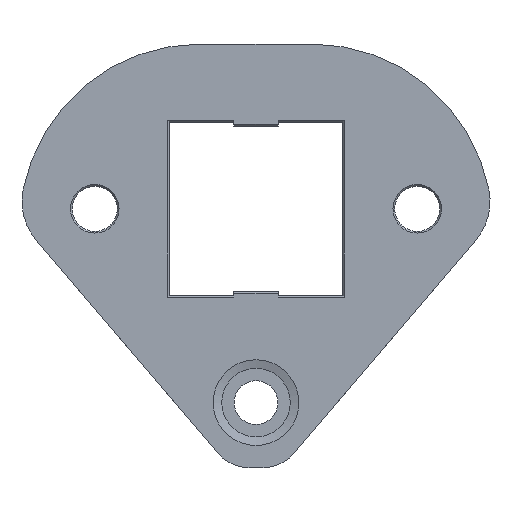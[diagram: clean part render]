
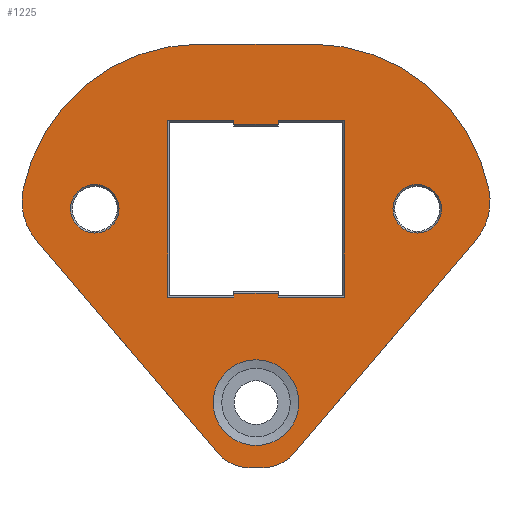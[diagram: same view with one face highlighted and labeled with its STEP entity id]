
A CAD part, front view. The second image highlights one B-rep face of the part: STEP entity #1225.
In plain terms, the highlighted planar face has unit normal (0, -1, 0).
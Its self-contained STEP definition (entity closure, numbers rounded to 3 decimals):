
#39=FACE_BOUND('',#177,.T.);
#40=FACE_BOUND('',#178,.T.);
#41=FACE_BOUND('',#179,.T.);
#42=FACE_BOUND('',#180,.T.);
#54=CIRCLE('',#1306,5.);
#55=CIRCLE('',#1307,5.);
#56=CIRCLE('',#1308,7.);
#57=CIRCLE('',#1309,21.);
#58=CIRCLE('',#1310,21.);
#59=CIRCLE('',#1311,7.);
#60=CIRCLE('',#1312,2.825);
#61=CIRCLE('',#1313,2.825);
#62=CIRCLE('',#1314,5.);
#111=FACE_OUTER_BOUND('',#176,.T.);
#176=EDGE_LOOP('',(#822,#823,#824,#825,#826,#827,#828,#829,#830,#831));
#177=EDGE_LOOP('',(#832));
#178=EDGE_LOOP('',(#833));
#179=EDGE_LOOP('',(#834));
#180=EDGE_LOOP('',(#835,#836,#837,#838,#839,#840,#841,#842,#843,#844,#845,
#846));
#257=LINE('',#1808,#385);
#258=LINE('',#1811,#386);
#263=LINE('',#1824,#391);
#264=LINE('',#1828,#392);
#265=LINE('',#1834,#393);
#266=LINE('',#1839,#394);
#267=LINE('',#1847,#395);
#268=LINE('',#1849,#396);
#269=LINE('',#1851,#397);
#270=LINE('',#1853,#398);
#271=LINE('',#1855,#399);
#272=LINE('',#1857,#400);
#273=LINE('',#1859,#401);
#274=LINE('',#1861,#402);
#275=LINE('',#1863,#403);
#276=LINE('',#1864,#404);
#385=VECTOR('',#1433,10.);
#386=VECTOR('',#1436,10.);
#391=VECTOR('',#1445,10.);
#392=VECTOR('',#1448,10.);
#393=VECTOR('',#1453,10.);
#394=VECTOR('',#1458,10.);
#395=VECTOR('',#1465,10.);
#396=VECTOR('',#1466,10.);
#397=VECTOR('',#1467,10.);
#398=VECTOR('',#1468,10.);
#399=VECTOR('',#1469,10.);
#400=VECTOR('',#1470,10.);
#401=VECTOR('',#1471,10.);
#402=VECTOR('',#1472,10.);
#403=VECTOR('',#1473,10.);
#404=VECTOR('',#1474,10.);
#510=VERTEX_POINT('',#1801);
#513=VERTEX_POINT('',#1806);
#514=VERTEX_POINT('',#1810);
#518=VERTEX_POINT('',#1820);
#519=VERTEX_POINT('',#1821);
#520=VERTEX_POINT('',#1823);
#521=VERTEX_POINT('',#1825);
#522=VERTEX_POINT('',#1827);
#523=VERTEX_POINT('',#1829);
#524=VERTEX_POINT('',#1831);
#525=VERTEX_POINT('',#1833);
#526=VERTEX_POINT('',#1835);
#527=VERTEX_POINT('',#1837);
#528=VERTEX_POINT('',#1840);
#529=VERTEX_POINT('',#1842);
#530=VERTEX_POINT('',#1844);
#531=VERTEX_POINT('',#1846);
#532=VERTEX_POINT('',#1848);
#533=VERTEX_POINT('',#1850);
#534=VERTEX_POINT('',#1852);
#535=VERTEX_POINT('',#1854);
#536=VERTEX_POINT('',#1856);
#537=VERTEX_POINT('',#1858);
#538=VERTEX_POINT('',#1860);
#539=VERTEX_POINT('',#1862);
#632=EDGE_CURVE('',#513,#510,#257,.T.);
#633=EDGE_CURVE('',#510,#514,#258,.T.);
#638=EDGE_CURVE('',#518,#519,#54,.T.);
#639=EDGE_CURVE('',#520,#518,#263,.T.);
#640=EDGE_CURVE('',#521,#520,#55,.T.);
#641=EDGE_CURVE('',#522,#521,#264,.T.);
#642=EDGE_CURVE('',#523,#522,#56,.T.);
#643=EDGE_CURVE('',#524,#523,#57,.T.);
#644=EDGE_CURVE('',#524,#525,#265,.T.);
#645=EDGE_CURVE('',#526,#525,#58,.T.);
#646=EDGE_CURVE('',#527,#526,#59,.T.);
#647=EDGE_CURVE('',#527,#519,#266,.T.);
#648=EDGE_CURVE('',#528,#528,#60,.T.);
#649=EDGE_CURVE('',#529,#529,#61,.T.);
#650=EDGE_CURVE('',#530,#530,#62,.T.);
#651=EDGE_CURVE('',#531,#513,#267,.T.);
#652=EDGE_CURVE('',#532,#531,#268,.T.);
#653=EDGE_CURVE('',#533,#532,#269,.T.);
#654=EDGE_CURVE('',#534,#533,#270,.T.);
#655=EDGE_CURVE('',#535,#534,#271,.T.);
#656=EDGE_CURVE('',#536,#535,#272,.T.);
#657=EDGE_CURVE('',#537,#536,#273,.T.);
#658=EDGE_CURVE('',#538,#537,#274,.T.);
#659=EDGE_CURVE('',#539,#538,#275,.T.);
#660=EDGE_CURVE('',#514,#539,#276,.T.);
#822=ORIENTED_EDGE('',*,*,#638,.F.);
#823=ORIENTED_EDGE('',*,*,#639,.F.);
#824=ORIENTED_EDGE('',*,*,#640,.F.);
#825=ORIENTED_EDGE('',*,*,#641,.F.);
#826=ORIENTED_EDGE('',*,*,#642,.F.);
#827=ORIENTED_EDGE('',*,*,#643,.F.);
#828=ORIENTED_EDGE('',*,*,#644,.T.);
#829=ORIENTED_EDGE('',*,*,#645,.F.);
#830=ORIENTED_EDGE('',*,*,#646,.F.);
#831=ORIENTED_EDGE('',*,*,#647,.T.);
#832=ORIENTED_EDGE('',*,*,#648,.F.);
#833=ORIENTED_EDGE('',*,*,#649,.F.);
#834=ORIENTED_EDGE('',*,*,#650,.T.);
#835=ORIENTED_EDGE('',*,*,#632,.F.);
#836=ORIENTED_EDGE('',*,*,#651,.F.);
#837=ORIENTED_EDGE('',*,*,#652,.F.);
#838=ORIENTED_EDGE('',*,*,#653,.F.);
#839=ORIENTED_EDGE('',*,*,#654,.F.);
#840=ORIENTED_EDGE('',*,*,#655,.F.);
#841=ORIENTED_EDGE('',*,*,#656,.F.);
#842=ORIENTED_EDGE('',*,*,#657,.F.);
#843=ORIENTED_EDGE('',*,*,#658,.F.);
#844=ORIENTED_EDGE('',*,*,#659,.F.);
#845=ORIENTED_EDGE('',*,*,#660,.F.);
#846=ORIENTED_EDGE('',*,*,#633,.F.);
#1180=PLANE('',#1305);
#1225=ADVANCED_FACE('',(#111,#39,#40,#41,#42),#1180,.F.);
#1305=AXIS2_PLACEMENT_3D('',#1819,#1441,#1442);
#1306=AXIS2_PLACEMENT_3D('',#1822,#1443,#1444);
#1307=AXIS2_PLACEMENT_3D('',#1826,#1446,#1447);
#1308=AXIS2_PLACEMENT_3D('',#1830,#1449,#1450);
#1309=AXIS2_PLACEMENT_3D('',#1832,#1451,#1452);
#1310=AXIS2_PLACEMENT_3D('',#1836,#1454,#1455);
#1311=AXIS2_PLACEMENT_3D('',#1838,#1456,#1457);
#1312=AXIS2_PLACEMENT_3D('',#1841,#1459,#1460);
#1313=AXIS2_PLACEMENT_3D('',#1843,#1461,#1462);
#1314=AXIS2_PLACEMENT_3D('',#1845,#1463,#1464);
#1433=DIRECTION('',(-1.,0.,0.));
#1436=DIRECTION('',(0.,0.,1.));
#1441=DIRECTION('center_axis',(0.,1.,0.));
#1442=DIRECTION('ref_axis',(1.,0.,0.));
#1443=DIRECTION('center_axis',(0.,1.,0.));
#1444=DIRECTION('ref_axis',(-0.419,0.,-0.908));
#1445=DIRECTION('',(-1.,0.,0.));
#1446=DIRECTION('center_axis',(0.,1.,0.));
#1447=DIRECTION('ref_axis',(0.419,0.,-0.908));
#1448=DIRECTION('',(-0.649,0.,-0.761));
#1449=DIRECTION('center_axis',(0.,1.,0.));
#1450=DIRECTION('ref_axis',(0.967,0.,-0.255));
#1451=DIRECTION('center_axis',(0.,1.,0.));
#1452=DIRECTION('ref_axis',(1.,0.,0.018));
#1453=DIRECTION('',(-1.,0.,0.));
#1454=DIRECTION('center_axis',(0.,1.,0.));
#1455=DIRECTION('ref_axis',(-1.,0.,0.018));
#1456=DIRECTION('center_axis',(0.,1.,0.));
#1457=DIRECTION('ref_axis',(-0.967,0.,-0.255));
#1458=DIRECTION('',(0.649,0.,-0.761));
#1459=DIRECTION('center_axis',(0.,-1.,0.));
#1460=DIRECTION('ref_axis',(1.,0.,0.));
#1461=DIRECTION('center_axis',(0.,-1.,0.));
#1462=DIRECTION('ref_axis',(1.,0.,0.));
#1463=DIRECTION('center_axis',(0.,1.,0.));
#1464=DIRECTION('ref_axis',(1.,0.,0.));
#1465=DIRECTION('',(0.,0.,-1.));
#1466=DIRECTION('',(-1.,0.,0.));
#1467=DIRECTION('',(0.,0.,1.));
#1468=DIRECTION('',(1.,0.,0.));
#1469=DIRECTION('',(0.,0.,-1.));
#1470=DIRECTION('',(1.,0.,0.));
#1471=DIRECTION('',(0.,0.,1.));
#1472=DIRECTION('',(1.,0.,0.));
#1473=DIRECTION('',(0.,0.,-1.));
#1474=DIRECTION('',(-1.,0.,0.));
#1801=CARTESIAN_POINT('',(-2.6,0.,9.85));
#1806=CARTESIAN_POINT('',(2.6,0.,9.85));
#1808=CARTESIAN_POINT('',(1.3,0.,9.85));
#1810=CARTESIAN_POINT('',(-2.6,0.,10.3));
#1811=CARTESIAN_POINT('',(-2.6,0.,9.65));
#1819=CARTESIAN_POINT('Origin',(0.,0.,0.));
#1820=CARTESIAN_POINT('',(-0.692,0.,-30.215));
#1821=CARTESIAN_POINT('',(-4.497,0.,-28.459));
#1822=CARTESIAN_POINT('Origin',(-0.692,0.,-25.215));
#1823=CARTESIAN_POINT('',(0.692,0.,-30.215));
#1824=CARTESIAN_POINT('',(3.,0.,-30.215));
#1825=CARTESIAN_POINT('',(4.497,0.,-28.459));
#1826=CARTESIAN_POINT('Origin',(0.692,0.,-25.215));
#1827=CARTESIAN_POINT('',(25.626,0.,-3.672));
#1828=CARTESIAN_POINT('',(27.55,0.,-1.415));
#1829=CARTESIAN_POINT('',(27.172,0.,2.197));
#1830=CARTESIAN_POINT('Origin',(20.299,0.,0.87));
#1831=CARTESIAN_POINT('',(6.553,0.,19.215));
#1832=CARTESIAN_POINT('Origin',(6.553,0.,-1.785));
#1833=CARTESIAN_POINT('',(-6.553,0.,19.215));
#1834=CARTESIAN_POINT('',(27.55,0.,19.215));
#1835=CARTESIAN_POINT('',(-27.172,0.,2.197));
#1836=CARTESIAN_POINT('Origin',(-6.553,0.,-1.785));
#1837=CARTESIAN_POINT('',(-25.626,0.,-3.672));
#1838=CARTESIAN_POINT('Origin',(-20.299,0.,0.87));
#1839=CARTESIAN_POINT('',(-27.55,0.,-1.415));
#1840=CARTESIAN_POINT('',(-21.625,0.,0.));
#1841=CARTESIAN_POINT('Origin',(-18.8,0.,0.));
#1842=CARTESIAN_POINT('',(15.975,0.,0.));
#1843=CARTESIAN_POINT('Origin',(18.8,0.,0.));
#1844=CARTESIAN_POINT('',(-5.,0.,-22.6));
#1845=CARTESIAN_POINT('Origin',(0.,0.,-22.6));
#1846=CARTESIAN_POINT('',(2.6,0.,10.3));
#1847=CARTESIAN_POINT('',(2.6,0.,10.1));
#1848=CARTESIAN_POINT('',(10.3,0.,10.3));
#1849=CARTESIAN_POINT('',(5.05,0.,10.3));
#1850=CARTESIAN_POINT('',(10.3,0.,-10.3));
#1851=CARTESIAN_POINT('',(10.3,0.,-5.05));
#1852=CARTESIAN_POINT('',(2.6,0.,-10.3));
#1853=CARTESIAN_POINT('',(1.3,0.,-10.3));
#1854=CARTESIAN_POINT('',(2.6,0.,-9.85));
#1855=CARTESIAN_POINT('',(2.6,0.,-9.65));
#1856=CARTESIAN_POINT('',(-2.6,0.,-9.85));
#1857=CARTESIAN_POINT('',(-1.3,0.,-9.85));
#1858=CARTESIAN_POINT('',(-2.6,0.,-10.3));
#1859=CARTESIAN_POINT('',(-2.6,0.,-10.1));
#1860=CARTESIAN_POINT('',(-10.3,0.,-10.3));
#1861=CARTESIAN_POINT('',(-5.05,0.,-10.3));
#1862=CARTESIAN_POINT('',(-10.3,0.,10.3));
#1863=CARTESIAN_POINT('',(-10.3,0.,5.05));
#1864=CARTESIAN_POINT('',(-1.3,0.,10.3));
